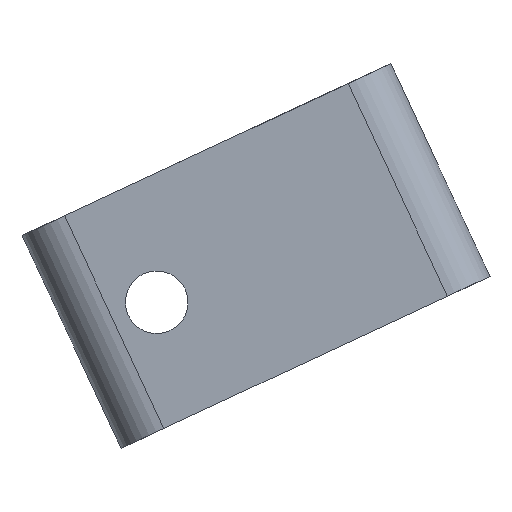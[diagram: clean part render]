
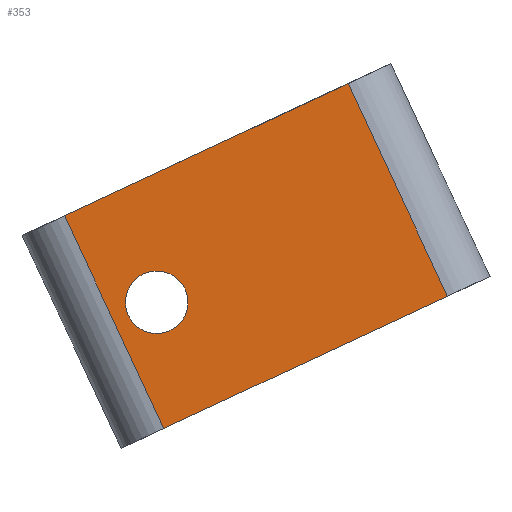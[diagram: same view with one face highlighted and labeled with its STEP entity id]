
A CAD part, left-side view. The second image highlights one B-rep face of the part: STEP entity #353.
In plain terms, the highlighted planar face has unit normal (-1, 0, 0).
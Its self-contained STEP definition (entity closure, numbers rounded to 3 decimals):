
#19=FACE_BOUND('',#62,.T.);
#26=PLANE('',#391);
#40=FACE_OUTER_BOUND('',#61,.T.);
#61=EDGE_LOOP('',(#252,#253,#254,#255));
#62=EDGE_LOOP('',(#256));
#88=LINE('',#545,#120);
#90=LINE('',#551,#122);
#91=LINE('',#553,#123);
#92=LINE('',#554,#124);
#120=VECTOR('',#434,10.);
#122=VECTOR('',#440,10.);
#123=VECTOR('',#441,10.);
#124=VECTOR('',#442,10.);
#154=CIRCLE('',#392,2.);
#169=VERTEX_POINT('',#542);
#170=VERTEX_POINT('',#544);
#172=VERTEX_POINT('',#550);
#173=VERTEX_POINT('',#552);
#174=VERTEX_POINT('',#555);
#201=EDGE_CURVE('',#169,#170,#88,.T.);
#204=EDGE_CURVE('',#172,#169,#90,.T.);
#205=EDGE_CURVE('',#173,#172,#91,.T.);
#206=EDGE_CURVE('',#173,#170,#92,.T.);
#207=EDGE_CURVE('',#174,#174,#154,.T.);
#252=ORIENTED_EDGE('',*,*,#201,.F.);
#253=ORIENTED_EDGE('',*,*,#204,.F.);
#254=ORIENTED_EDGE('',*,*,#205,.F.);
#255=ORIENTED_EDGE('',*,*,#206,.T.);
#256=ORIENTED_EDGE('',*,*,#207,.T.);
#353=ADVANCED_FACE('',(#40,#19),#26,.T.);
#391=AXIS2_PLACEMENT_3D('',#549,#438,#439);
#392=AXIS2_PLACEMENT_3D('',#556,#443,#444);
#434=DIRECTION('',(0.,-1.,0.));
#438=DIRECTION('center_axis',(-1.,0.,0.));
#439=DIRECTION('ref_axis',(0.,0.,1.));
#440=DIRECTION('',(0.,0.,1.));
#441=DIRECTION('',(0.,1.,0.));
#442=DIRECTION('',(0.,0.,1.));
#443=DIRECTION('center_axis',(1.,0.,0.));
#444=DIRECTION('ref_axis',(0.,1.,0.));
#542=CARTESIAN_POINT('',(-2.,15.,11.));
#544=CARTESIAN_POINT('',(-2.,0.,11.));
#545=CARTESIAN_POINT('',(-2.,0.,11.));
#549=CARTESIAN_POINT('Origin',(-2.,0.,-12.));
#550=CARTESIAN_POINT('',(-2.,15.,-9.));
#551=CARTESIAN_POINT('',(-2.,15.,-2.));
#552=CARTESIAN_POINT('',(-2.,0.,-9.));
#553=CARTESIAN_POINT('',(-2.,0.,-9.));
#554=CARTESIAN_POINT('',(-2.,0.,-2.));
#555=CARTESIAN_POINT('',(-2.,5.5,-6.));
#556=CARTESIAN_POINT('Origin',(-2.,7.5,-6.));
